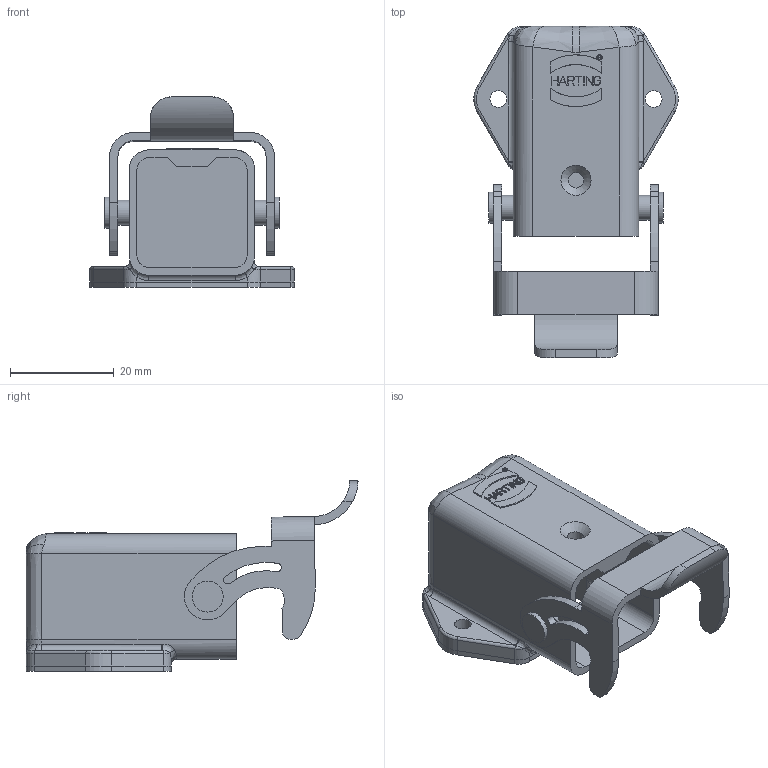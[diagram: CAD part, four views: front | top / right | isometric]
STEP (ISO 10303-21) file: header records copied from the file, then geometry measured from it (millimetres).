
FILE_DESCRIPTION(/* description */ (''),/* implementation_level */ '2;1');
FILE_NAME(/* name */ '100095358ugm000_c.stp',/* time_stamp */ '2019-03-25T16:40:19+01:00',/* author */ (''),/* organization */ (''),/* preprocessor_version */ 'ST-DEVELOPER v16.7',/* originating_system */ 'SIEMENS PLM Software NX 12.0',/* authorisation */ '');
FILE_SCHEMA (('AUTOMOTIVE_DESIGN { 1 0 10303 214 3 1 1 1 }'));
Length unit declared in the file: millimetre
Products named in the file (1): 100095358ugm000_c
Bounding box: 39.45 x 64.07 x 36.74 mm (x, y, z)
Volume: 10387.6 mm3; surface area: 10652.3 mm2
Topology: 2 solids, 2 shells, 282 faces, 727 edges, 466 vertices
Faces by surface type: plane 154, cylinder 96, bspline 31, cone 1
Full cylindrical faces by diameter (mm): 0.95 x1, 1.05 x1, 3 x1, 3.2 x4, 4.8 x2, 5 x2, 6 x2
Entity records: 10622 total; most frequent: CARTESIAN_POINT 3083, ORIENTED_EDGE 1416, DIRECTION 1303, EDGE_CURVE 708, VERTEX_POINT 463, LINE 443, VECTOR 443, AXIS2_PLACEMENT_3D 430
